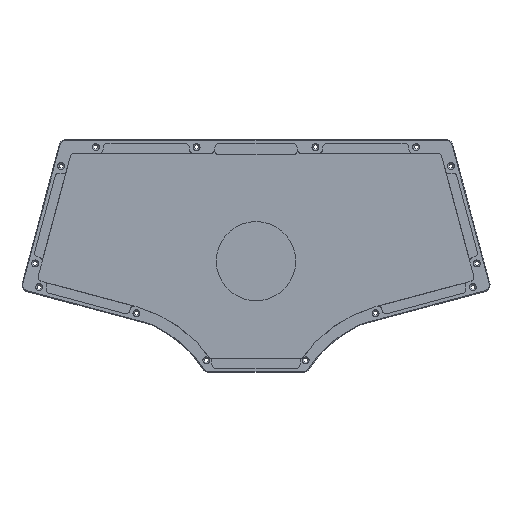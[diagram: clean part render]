
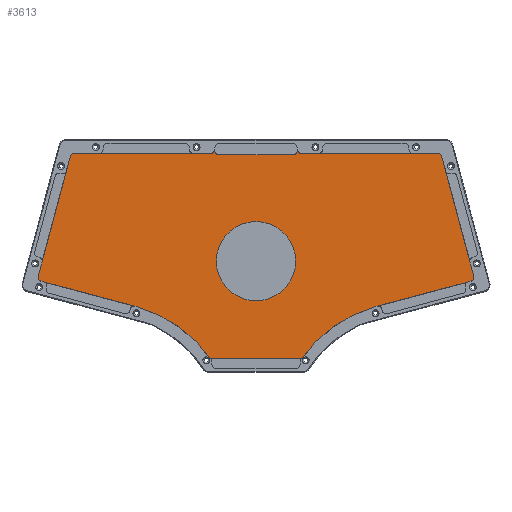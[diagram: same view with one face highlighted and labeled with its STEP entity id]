
A CAD part, top view. The second image highlights one B-rep face of the part: STEP entity #3613.
In plain terms, the highlighted planar face has unit normal (0, 0, 1).
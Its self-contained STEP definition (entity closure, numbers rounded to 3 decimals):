
#63=FACE_BOUND('',#568,.T.);
#149=PLANE('',#4013);
#310=FACE_OUTER_BOUND('',#567,.T.);
#567=EDGE_LOOP('',(#2998,#2999,#3000,#3001,#3002,#3003,#3004,#3005,#3006,
#3007,#3008,#3009,#3010,#3011,#3012,#3013,#3014,#3015,#3016,#3017));
#568=EDGE_LOOP('',(#3018));
#658=LINE('',#5324,#966);
#667=LINE('',#5345,#975);
#673=LINE('',#5357,#981);
#847=LINE('',#6058,#1155);
#852=LINE('',#6067,#1160);
#853=LINE('',#6071,#1161);
#854=LINE('',#6075,#1162);
#855=LINE('',#6079,#1163);
#856=LINE('',#6083,#1164);
#857=LINE('',#6087,#1165);
#966=VECTOR('',#4156,10.);
#975=VECTOR('',#4173,10.);
#981=VECTOR('',#4181,10.);
#1155=VECTOR('',#4933,10.);
#1160=VECTOR('',#4940,10.);
#1161=VECTOR('',#4943,10.);
#1162=VECTOR('',#4946,10.);
#1163=VECTOR('',#4949,10.);
#1164=VECTOR('',#4952,10.);
#1165=VECTOR('',#4955,10.);
#1273=CIRCLE('',#3717,3.);
#1275=CIRCLE('',#3721,3.);
#1447=CIRCLE('',#4009,3.);
#1448=CIRCLE('',#4011,3.);
#1449=CIRCLE('',#4014,3.);
#1450=CIRCLE('',#4015,3.);
#1451=CIRCLE('',#4016,103.111);
#1452=CIRCLE('',#4017,103.111);
#1453=CIRCLE('',#4018,3.);
#1454=CIRCLE('',#4019,3.);
#1455=CIRCLE('',#4020,30.);
#1494=VERTEX_POINT('',#5317);
#1495=VERTEX_POINT('',#5319);
#1496=VERTEX_POINT('',#5323);
#1503=VERTEX_POINT('',#5338);
#1504=VERTEX_POINT('',#5340);
#1509=VERTEX_POINT('',#5355);
#1745=VERTEX_POINT('',#6049);
#1746=VERTEX_POINT('',#6053);
#1747=VERTEX_POINT('',#6057);
#1750=VERTEX_POINT('',#6066);
#1751=VERTEX_POINT('',#6068);
#1752=VERTEX_POINT('',#6070);
#1753=VERTEX_POINT('',#6072);
#1754=VERTEX_POINT('',#6074);
#1755=VERTEX_POINT('',#6076);
#1756=VERTEX_POINT('',#6078);
#1757=VERTEX_POINT('',#6080);
#1758=VERTEX_POINT('',#6082);
#1759=VERTEX_POINT('',#6084);
#1760=VERTEX_POINT('',#6086);
#1761=VERTEX_POINT('',#6089);
#1826=EDGE_CURVE('',#1494,#1495,#1273,.T.);
#1828=EDGE_CURVE('',#1496,#1495,#658,.T.);
#1836=EDGE_CURVE('',#1503,#1504,#1275,.T.);
#1839=EDGE_CURVE('',#1494,#1504,#667,.F.);
#1845=EDGE_CURVE('',#1503,#1509,#673,.T.);
#2189=EDGE_CURVE('',#1745,#1509,#1447,.F.);
#2190=EDGE_CURVE('',#1496,#1746,#1448,.F.);
#2192=EDGE_CURVE('',#1746,#1747,#847,.T.);
#2197=EDGE_CURVE('',#1745,#1750,#852,.T.);
#2198=EDGE_CURVE('',#1751,#1750,#1449,.T.);
#2199=EDGE_CURVE('',#1752,#1751,#853,.F.);
#2200=EDGE_CURVE('',#1753,#1752,#1450,.T.);
#2201=EDGE_CURVE('',#1754,#1753,#854,.F.);
#2202=EDGE_CURVE('',#1755,#1754,#1451,.F.);
#2203=EDGE_CURVE('',#1756,#1755,#855,.T.);
#2204=EDGE_CURVE('',#1756,#1757,#1452,.F.);
#2205=EDGE_CURVE('',#1757,#1758,#856,.F.);
#2206=EDGE_CURVE('',#1758,#1759,#1453,.T.);
#2207=EDGE_CURVE('',#1759,#1760,#857,.F.);
#2208=EDGE_CURVE('',#1760,#1747,#1454,.T.);
#2209=EDGE_CURVE('',#1761,#1761,#1455,.T.);
#2998=ORIENTED_EDGE('',*,*,#1845,.T.);
#2999=ORIENTED_EDGE('',*,*,#2189,.F.);
#3000=ORIENTED_EDGE('',*,*,#2197,.T.);
#3001=ORIENTED_EDGE('',*,*,#2198,.F.);
#3002=ORIENTED_EDGE('',*,*,#2199,.F.);
#3003=ORIENTED_EDGE('',*,*,#2200,.F.);
#3004=ORIENTED_EDGE('',*,*,#2201,.F.);
#3005=ORIENTED_EDGE('',*,*,#2202,.F.);
#3006=ORIENTED_EDGE('',*,*,#2203,.F.);
#3007=ORIENTED_EDGE('',*,*,#2204,.T.);
#3008=ORIENTED_EDGE('',*,*,#2205,.T.);
#3009=ORIENTED_EDGE('',*,*,#2206,.T.);
#3010=ORIENTED_EDGE('',*,*,#2207,.T.);
#3011=ORIENTED_EDGE('',*,*,#2208,.T.);
#3012=ORIENTED_EDGE('',*,*,#2192,.F.);
#3013=ORIENTED_EDGE('',*,*,#2190,.F.);
#3014=ORIENTED_EDGE('',*,*,#1828,.T.);
#3015=ORIENTED_EDGE('',*,*,#1826,.F.);
#3016=ORIENTED_EDGE('',*,*,#1839,.T.);
#3017=ORIENTED_EDGE('',*,*,#1836,.F.);
#3018=ORIENTED_EDGE('',*,*,#2209,.T.);
#3613=ADVANCED_FACE('',(#310,#63),#149,.F.);
#3717=AXIS2_PLACEMENT_3D('',#5320,#4151,#4152);
#3721=AXIS2_PLACEMENT_3D('',#5341,#4167,#4168);
#4009=AXIS2_PLACEMENT_3D('',#6051,#4924,#4925);
#4011=AXIS2_PLACEMENT_3D('',#6054,#4928,#4929);
#4013=AXIS2_PLACEMENT_3D('',#6065,#4938,#4939);
#4014=AXIS2_PLACEMENT_3D('',#6069,#4941,#4942);
#4015=AXIS2_PLACEMENT_3D('',#6073,#4944,#4945);
#4016=AXIS2_PLACEMENT_3D('',#6077,#4947,#4948);
#4017=AXIS2_PLACEMENT_3D('',#6081,#4950,#4951);
#4018=AXIS2_PLACEMENT_3D('',#6085,#4953,#4954);
#4019=AXIS2_PLACEMENT_3D('',#6088,#4956,#4957);
#4020=AXIS2_PLACEMENT_3D('',#6090,#4958,#4959);
#4151=DIRECTION('center_axis',(0.,0.,1.));
#4152=DIRECTION('ref_axis',(0.707,0.707,0.));
#4156=DIRECTION('',(0.,-1.,0.));
#4167=DIRECTION('center_axis',(0.,0.,1.));
#4168=DIRECTION('ref_axis',(-0.707,-0.707,0.));
#4173=DIRECTION('',(1.,0.,0.));
#4181=DIRECTION('',(0.,1.,0.));
#4924=DIRECTION('center_axis',(0.,0.,-1.));
#4925=DIRECTION('ref_axis',(0.707,-0.707,0.));
#4928=DIRECTION('center_axis',(0.,0.,-1.));
#4929=DIRECTION('ref_axis',(-0.707,-0.707,0.));
#4933=DIRECTION('',(1.,0.,0.));
#4938=DIRECTION('center_axis',(0.,0.,-1.));
#4939=DIRECTION('ref_axis',(1.,0.,0.));
#4940=DIRECTION('',(-1.,0.,0.));
#4941=DIRECTION('center_axis',(0.,0.,
-1.));
#4942=DIRECTION('ref_axis',(-0.609,0.793,0.));
#4943=DIRECTION('',(-0.259,-0.966,0.));
#4944=DIRECTION('center_axis',(0.,0.,
-1.));
#4945=DIRECTION('ref_axis',(-0.866,-0.5,0.));
#4946=DIRECTION('',(0.966,-0.259,0.));
#4947=DIRECTION('center_axis',(0.,0.,
-1.));
#4948=DIRECTION('ref_axis',(0.275,0.961,0.));
#4949=DIRECTION('',(-1.,0.,0.));
#4950=DIRECTION('center_axis',(0.,0.,1.));
#4951=DIRECTION('ref_axis',(-0.275,0.961,0.));
#4952=DIRECTION('',(-0.966,-0.259,0.));
#4953=DIRECTION('center_axis',(0.,0.,1.));
#4954=DIRECTION('ref_axis',(0.866,-0.5,0.));
#4955=DIRECTION('',(0.259,-0.966,0.));
#4956=DIRECTION('center_axis',(0.,0.,1.));
#4957=DIRECTION('ref_axis',(0.609,0.793,0.));
#4958=DIRECTION('center_axis',(0.,0.,-1.));
#4959=DIRECTION('ref_axis',(-1.,0.,0.));
#5317=CARTESIAN_POINT('',(28.202,80.693,-2.4));
#5319=CARTESIAN_POINT('',(31.202,83.693,-2.4));
#5320=CARTESIAN_POINT('Origin',(28.202,83.693,-2.4));
#5323=CARTESIAN_POINT('',(31.202,84.643,-2.4));
#5324=CARTESIAN_POINT('',(31.202,44.933,-2.4));
#5338=CARTESIAN_POINT('',(-31.202,83.693,-2.4));
#5340=CARTESIAN_POINT('',(-28.202,80.693,-2.4));
#5341=CARTESIAN_POINT('Origin',(-28.202,83.693,-2.4));
#5345=CARTESIAN_POINT('',(14.101,80.693,-2.4));
#5355=CARTESIAN_POINT('',(-31.202,84.643,-2.4));
#5357=CARTESIAN_POINT('',(-31.202,44.308,-2.4));
#6049=CARTESIAN_POINT('',(-34.202,81.643,-2.4));
#6051=CARTESIAN_POINT('Origin',(-34.202,84.643,-2.4));
#6053=CARTESIAN_POINT('',(34.202,81.643,-2.4));
#6054=CARTESIAN_POINT('Origin',(34.202,84.643,-2.4));
#6057=CARTESIAN_POINT('',(137.721,81.643,-2.4));
#6058=CARTESIAN_POINT('',(-11.75,81.643,-2.4));
#6065=CARTESIAN_POINT('Origin',(0.,3.922,-2.4));
#6066=CARTESIAN_POINT('',(-137.721,81.643,-2.4));
#6067=CARTESIAN_POINT('',(11.75,81.643,-2.4));
#6068=CARTESIAN_POINT('',(-140.618,79.419,-2.4));
#6069=CARTESIAN_POINT('Origin',(-137.721,78.643,-2.4));
#6070=CARTESIAN_POINT('',(-164.97,-11.473,-2.4));
#6071=CARTESIAN_POINT('',(-157.651,15.845,-2.4));
#6072=CARTESIAN_POINT('',(-162.848,-15.147,-2.4));
#6073=CARTESIAN_POINT('Origin',(-162.072,-12.249,-2.4));
#6074=CARTESIAN_POINT('',(-89.971,-34.655,-2.4));
#6075=CARTESIAN_POINT('',(-52.803,-44.605,-2.4));
#6076=CARTESIAN_POINT('',(-34.484,-73.798,-2.4));
#6077=CARTESIAN_POINT('Origin',(-118.35,-133.784,-2.4));
#6078=CARTESIAN_POINT('',(34.484,-73.798,-2.4));
#6079=CARTESIAN_POINT('',(-16.731,-73.798,-2.4));
#6080=CARTESIAN_POINT('',(89.971,-34.655,-2.4));
#6081=CARTESIAN_POINT('Origin',(118.35,-133.784,-2.4));
#6082=CARTESIAN_POINT('',(162.848,-15.147,-2.4));
#6083=CARTESIAN_POINT('',(52.803,-44.605,-2.4));
#6084=CARTESIAN_POINT('',(164.97,-11.473,-2.4));
#6085=CARTESIAN_POINT('Origin',(162.072,-12.249,-2.4));
#6086=CARTESIAN_POINT('',(140.618,79.419,-2.4));
#6087=CARTESIAN_POINT('',(157.651,15.845,-2.4));
#6088=CARTESIAN_POINT('Origin',(137.721,78.643,-2.4));
#6089=CARTESIAN_POINT('',(30.,0.,-2.4));
#6090=CARTESIAN_POINT('Origin',(0.,0.,-2.4));
